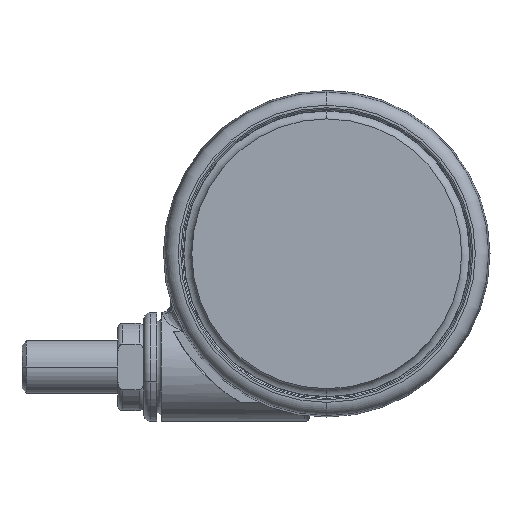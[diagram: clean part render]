
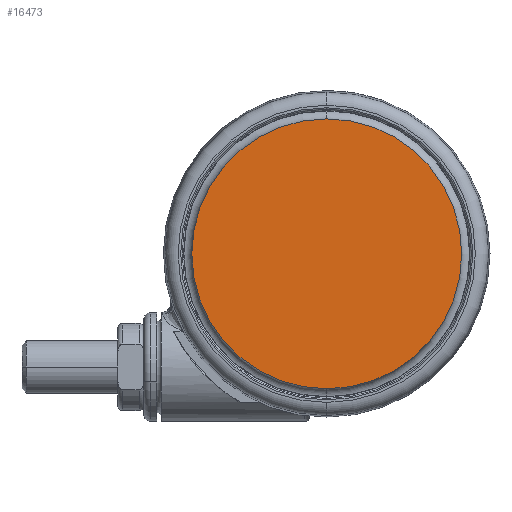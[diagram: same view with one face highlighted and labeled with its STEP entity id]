
A CAD part, left-side view. The second image highlights one B-rep face of the part: STEP entity #16473.
In plain terms, the highlighted face is planar.
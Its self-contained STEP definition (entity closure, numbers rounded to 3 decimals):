
#1201 = AXIS2_PLACEMENT_3D ( 'NONE', #34363, #3261, #34570 ) ;
#3261 = DIRECTION ( 'NONE',  ( 0., 0., 1. ) ) ;
#3547 = DIRECTION ( 'NONE',  ( 0., -1., 0. ) ) ;
#3559 = EDGE_CURVE ( 'NONE', #33535, #45443, #19609, .T. ) ;
#5425 = DIRECTION ( 'NONE',  ( 0., 0., -1. ) ) ;
#13059 = FACE_OUTER_BOUND ( 'NONE', #15541, .T. ) ;
#15541 = EDGE_LOOP ( 'NONE', ( #43711, #36857 ) ) ;
#16473 = ADVANCED_FACE ( 'NONE', ( #13059 ), #30062, .F. ) ;
#19609 = CIRCLE ( 'NONE', #23353, 31. ) ;
#23353 = AXIS2_PLACEMENT_3D ( 'NONE', #57195, #30369, #3547 ) ;
#30062 = PLANE ( 'NONE',  #1201 ) ;
#30369 = DIRECTION ( 'NONE',  ( 0., 0., -1. ) ) ;
#32229 = CARTESIAN_POINT ( 'NONE',  ( 0., 0., -47.7 ) ) ;
#32999 = CARTESIAN_POINT ( 'NONE',  ( 0., -31., -47.7 ) ) ;
#33535 = VERTEX_POINT ( 'NONE', #32999 ) ;
#34363 = CARTESIAN_POINT ( 'NONE',  ( -31., 0., -47.7 ) ) ;
#34570 = DIRECTION ( 'NONE',  ( 0., 1., 0. ) ) ;
#36775 = DIRECTION ( 'NONE',  ( 0., -1., 0. ) ) ;
#36857 = ORIENTED_EDGE ( 'NONE', *, *, #53866, .T. ) ;
#43711 = ORIENTED_EDGE ( 'NONE', *, *, #3559, .T. ) ;
#45443 = VERTEX_POINT ( 'NONE', #47274 ) ;
#47274 = CARTESIAN_POINT ( 'NONE',  ( 0., 31., -47.7 ) ) ;
#48732 = AXIS2_PLACEMENT_3D ( 'NONE', #32229, #5425, #36775 ) ;
#53866 = EDGE_CURVE ( 'NONE', #45443, #33535, #56045, .T. ) ;
#56045 = CIRCLE ( 'NONE', #48732, 31. ) ;
#57195 = CARTESIAN_POINT ( 'NONE',  ( 0., 0., -47.7 ) ) ;
